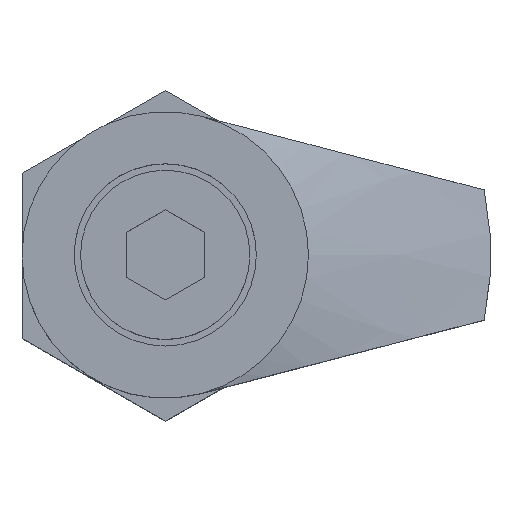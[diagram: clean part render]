
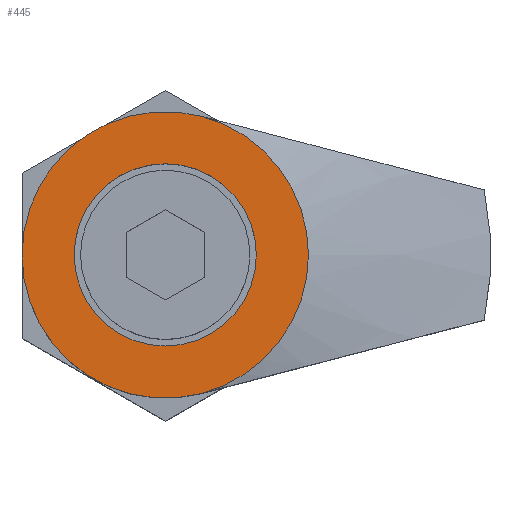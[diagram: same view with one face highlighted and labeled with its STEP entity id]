
A CAD part, top view. The second image highlights one B-rep face of the part: STEP entity #445.
In plain terms, the highlighted planar face has unit normal (0, 0, 1).
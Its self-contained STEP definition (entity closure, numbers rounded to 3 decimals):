
#30 = DIRECTION ( 'NONE',  ( 0., 0., 1. ) ) ;
#62 = CARTESIAN_POINT ( 'NONE',  ( 0., 0., 40. ) ) ;
#74 = FACE_OUTER_BOUND ( 'NONE', #867, .T. ) ;
#81 = CIRCLE ( 'NONE', #1380, 11. ) ;
#103 = DIRECTION ( 'NONE',  ( 0., 0., 1. ) ) ;
#105 = ORIENTED_EDGE ( 'NONE', *, *, #491, .T. ) ;
#108 = VERTEX_POINT ( 'NONE', #438 ) ;
#123 = CARTESIAN_POINT ( 'NONE',  ( 0., 0., 40. ) ) ;
#144 = AXIS2_PLACEMENT_3D ( 'NONE', #248, #103, #1815 ) ;
#234 = ORIENTED_EDGE ( 'NONE', *, *, #643, .T. ) ;
#248 = CARTESIAN_POINT ( 'NONE',  ( 0., 0., 40. ) ) ;
#275 = CIRCLE ( 'NONE', #1087, 11. ) ;
#291 = CARTESIAN_POINT ( 'NONE',  ( 0., 0., 40. ) ) ;
#295 = EDGE_CURVE ( 'NONE', #1560, #108, #81, .T. ) ;
#313 = CARTESIAN_POINT ( 'NONE',  ( -7., 0., 40. ) ) ;
#391 = AXIS2_PLACEMENT_3D ( 'NONE', #62, #1488, #1752 ) ;
#416 = DIRECTION ( 'NONE',  ( 1., 0., 0. ) ) ;
#438 = CARTESIAN_POINT ( 'NONE',  ( 2.767, -10.646, 40. ) ) ;
#445 = ADVANCED_FACE ( 'NONE', ( #1239, #74 ), #1825, .T. ) ;
#458 = CARTESIAN_POINT ( 'NONE',  ( 2.767, 10.646, 40. ) ) ;
#484 = DIRECTION ( 'NONE',  ( 1., 0., 0. ) ) ;
#491 = EDGE_CURVE ( 'NONE', #108, #734, #990, .T. ) ;
#587 = CARTESIAN_POINT ( 'NONE',  ( -11., 0., 40. ) ) ;
#614 = DIRECTION ( 'NONE',  ( 1., 0., 0. ) ) ;
#643 = EDGE_CURVE ( 'NONE', #734, #1560, #275, .T. ) ;
#647 = ORIENTED_EDGE ( 'NONE', *, *, #295, .T. ) ;
#650 = EDGE_LOOP ( 'NONE', ( #1680, #953 ) ) ;
#662 = AXIS2_PLACEMENT_3D ( 'NONE', #291, #1425, #1275 ) ;
#669 = VERTEX_POINT ( 'NONE', #313 ) ;
#702 = DIRECTION ( 'NONE',  ( 0., 0., 1. ) ) ;
#734 = VERTEX_POINT ( 'NONE', #458 ) ;
#867 = EDGE_LOOP ( 'NONE', ( #234, #647, #105 ) ) ;
#953 = ORIENTED_EDGE ( 'NONE', *, *, #1530, .F. ) ;
#962 = AXIS2_PLACEMENT_3D ( 'NONE', #1003, #1288, #614 ) ;
#976 = EDGE_CURVE ( 'NONE', #1185, #669, #1851, .T. ) ;
#990 = CIRCLE ( 'NONE', #662, 11. ) ;
#1003 = CARTESIAN_POINT ( 'NONE',  ( 0., 0., 40. ) ) ;
#1087 = AXIS2_PLACEMENT_3D ( 'NONE', #123, #702, #416 ) ;
#1185 = VERTEX_POINT ( 'NONE', #1373 ) ;
#1239 = FACE_BOUND ( 'NONE', #650, .T. ) ;
#1275 = DIRECTION ( 'NONE',  ( 1., 0., 0. ) ) ;
#1288 = DIRECTION ( 'NONE',  ( 0., 0., 1. ) ) ;
#1341 = CARTESIAN_POINT ( 'NONE',  ( 0., 0., 40. ) ) ;
#1373 = CARTESIAN_POINT ( 'NONE',  ( 7., 0., 40. ) ) ;
#1380 = AXIS2_PLACEMENT_3D ( 'NONE', #1341, #30, #484 ) ;
#1425 = DIRECTION ( 'NONE',  ( 0., 0., 1. ) ) ;
#1488 = DIRECTION ( 'NONE',  ( 0., 0., 1. ) ) ;
#1530 = EDGE_CURVE ( 'NONE', #669, #1185, #1748, .T. ) ;
#1560 = VERTEX_POINT ( 'NONE', #587 ) ;
#1680 = ORIENTED_EDGE ( 'NONE', *, *, #976, .F. ) ;
#1748 = CIRCLE ( 'NONE', #391, 7. ) ;
#1752 = DIRECTION ( 'NONE',  ( 1., 0., 0. ) ) ;
#1815 = DIRECTION ( 'NONE',  ( 1., 0., 0. ) ) ;
#1825 = PLANE ( 'NONE',  #144 ) ;
#1851 = CIRCLE ( 'NONE', #962, 7. ) ;
